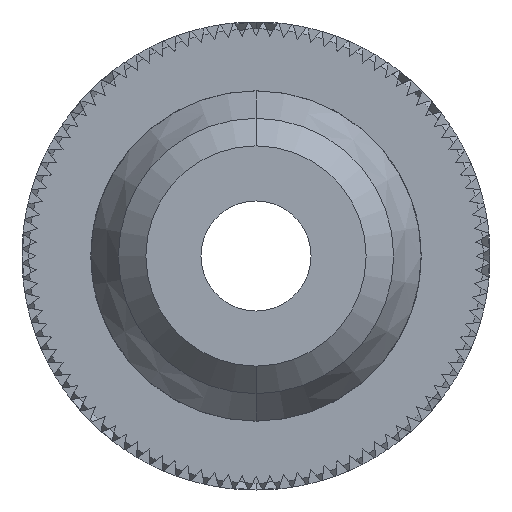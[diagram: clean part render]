
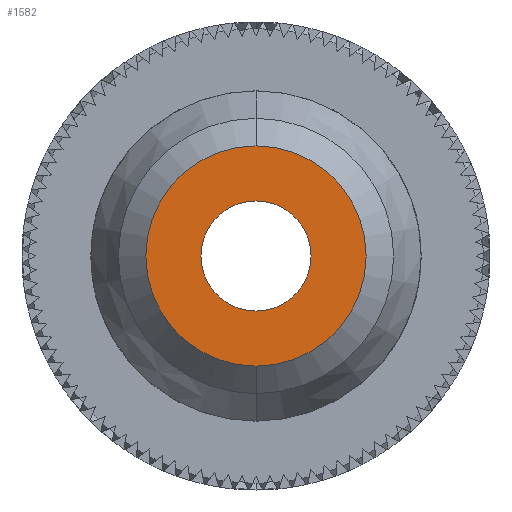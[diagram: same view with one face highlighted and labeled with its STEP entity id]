
A CAD part, front view. The second image highlights one B-rep face of the part: STEP entity #1582.
In plain terms, the highlighted planar face has unit normal (0, -1, 0).
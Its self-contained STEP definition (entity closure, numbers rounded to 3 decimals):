
#80 = ORIENTED_EDGE ( 'NONE', *, *, #12696, .T. ) ;
#81 = CARTESIAN_POINT ( 'NONE',  ( -2.881, -24.555, 63. ) ) ;
#376 = EDGE_CURVE ( 'NONE', #4121, #9306, #2622, .T. ) ;
#1045 = EDGE_CURVE ( 'NONE', #9306, #4121, #4648, .T. ) ;
#1145 = FACE_OUTER_BOUND ( 'NONE', #13905, .T. ) ;
#1494 = FACE_BOUND ( 'NONE', #12367, .T. ) ;
#1582 = ADVANCED_FACE ( 'NONE', ( #1145, #1494 ), #11118, .T. ) ;
#1682 = ORIENTED_EDGE ( 'NONE', *, *, #5724, .T. ) ;
#2443 = CARTESIAN_POINT ( 'NONE',  ( -2.881, -24.555, 59. ) ) ;
#2549 = AXIS2_PLACEMENT_3D ( 'NONE', #5071, #13223, #6257 ) ;
#2622 = CIRCLE ( 'NONE', #12025, 2. ) ;
#2891 = AXIS2_PLACEMENT_3D ( 'NONE', #12731, #5779, #13928 ) ;
#2892 = CIRCLE ( 'NONE', #4387, 4. ) ;
#3621 = DIRECTION ( 'NONE',  ( 0., 0., 1. ) ) ;
#4121 = VERTEX_POINT ( 'NONE', #7795 ) ;
#4154 = DIRECTION ( 'NONE',  ( 0., -1., 0. ) ) ;
#4387 = AXIS2_PLACEMENT_3D ( 'NONE', #5222, #13384, #6401 ) ;
#4648 = CIRCLE ( 'NONE', #2549, 2. ) ;
#5071 = CARTESIAN_POINT ( 'NONE',  ( -2.881, -24.555, 59. ) ) ;
#5222 = CARTESIAN_POINT ( 'NONE',  ( -2.881, -24.555, 59. ) ) ;
#5623 = VERTEX_POINT ( 'NONE', #81 ) ;
#5724 = EDGE_CURVE ( 'NONE', #14048, #5623, #2892, .T. ) ;
#5779 = DIRECTION ( 'NONE',  ( 0., -1., 0. ) ) ;
#6257 = DIRECTION ( 'NONE',  ( 0., 0., 1. ) ) ;
#6401 = DIRECTION ( 'NONE',  ( 0., 0., -1. ) ) ;
#7621 = CARTESIAN_POINT ( 'NONE',  ( -4.881, -24.555, 59. ) ) ;
#7795 = CARTESIAN_POINT ( 'NONE',  ( -2.881, -24.555, 61. ) ) ;
#8256 = AXIS2_PLACEMENT_3D ( 'NONE', #7621, #4154, #12315 ) ;
#8782 = CIRCLE ( 'NONE', #2891, 4. ) ;
#9306 = VERTEX_POINT ( 'NONE', #11992 ) ;
#10597 = DIRECTION ( 'NONE',  ( 0., 1., 0. ) ) ;
#11118 = PLANE ( 'NONE',  #8256 ) ;
#11404 = CARTESIAN_POINT ( 'NONE',  ( -2.881, -24.555, 55. ) ) ;
#11992 = CARTESIAN_POINT ( 'NONE',  ( -2.881, -24.555, 57. ) ) ;
#12025 = AXIS2_PLACEMENT_3D ( 'NONE', #2443, #10597, #3621 ) ;
#12203 = ORIENTED_EDGE ( 'NONE', *, *, #1045, .T. ) ;
#12315 = DIRECTION ( 'NONE',  ( 0., 0., -1. ) ) ;
#12367 = EDGE_LOOP ( 'NONE', ( #15133, #12203 ) ) ;
#12696 = EDGE_CURVE ( 'NONE', #5623, #14048, #8782, .T. ) ;
#12731 = CARTESIAN_POINT ( 'NONE',  ( -2.881, -24.555, 59. ) ) ;
#13223 = DIRECTION ( 'NONE',  ( 0., 1., 0. ) ) ;
#13384 = DIRECTION ( 'NONE',  ( 0., -1., 0. ) ) ;
#13905 = EDGE_LOOP ( 'NONE', ( #80, #1682 ) ) ;
#13928 = DIRECTION ( 'NONE',  ( 0., 0., -1. ) ) ;
#14048 = VERTEX_POINT ( 'NONE', #11404 ) ;
#15133 = ORIENTED_EDGE ( 'NONE', *, *, #376, .T. ) ;
